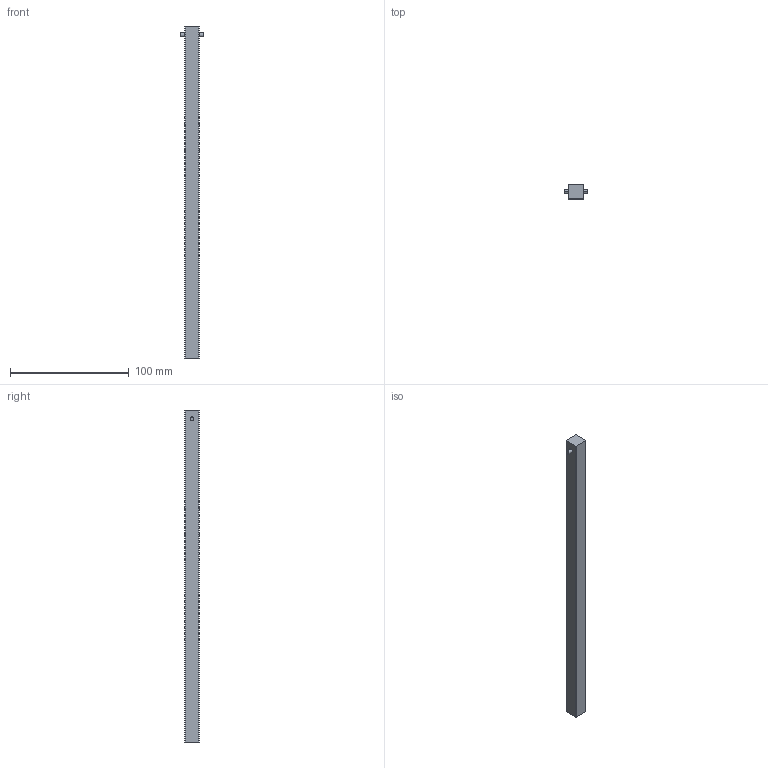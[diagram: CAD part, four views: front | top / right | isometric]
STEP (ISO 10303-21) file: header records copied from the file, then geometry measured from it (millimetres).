
FILE_DESCRIPTION (( 'STEP AP203' ), '1' );
FILE_NAME ('Ïåðåõîäíèê 280 ìì äëÿ ðóêîÿòîê óïðàâëåíèÿ ðóáèëüíèêàìè TwinBlock (tb-a-3-280).STEP', '2018-09-04T05:48:48', ( '' ), ( '' ), 'SwSTEP 2.0', 'SolidWorks 2017', '' );
FILE_SCHEMA (( 'CONFIG_CONTROL_DESIGN' ));
Length unit declared in the file: millimetre
Products named in the file (1): Ïåðåõîäíèê 280 ìì äëÿ ðóêîÿòîê óïðàâëåíèÿ ðóáèëüíèêàìè TwinBlock (tb-a-3-280)
Bounding box: 20 x 12 x 280 mm (x, y, z)
Volume: 40366.8 mm3; surface area: 13666.6 mm2
Topology: 1 solids, 1 shells, 16 faces, 36 edges, 24 vertices
Faces by surface type: cylinder 8, plane 8
Entity records: 533 total; most frequent: DIRECTION 86, CARTESIAN_POINT 77, ORIENTED_EDGE 72, EDGE_CURVE 36, AXIS2_PLACEMENT_3D 33, VERTEX_POINT 24, VECTOR 20, LINE 20
